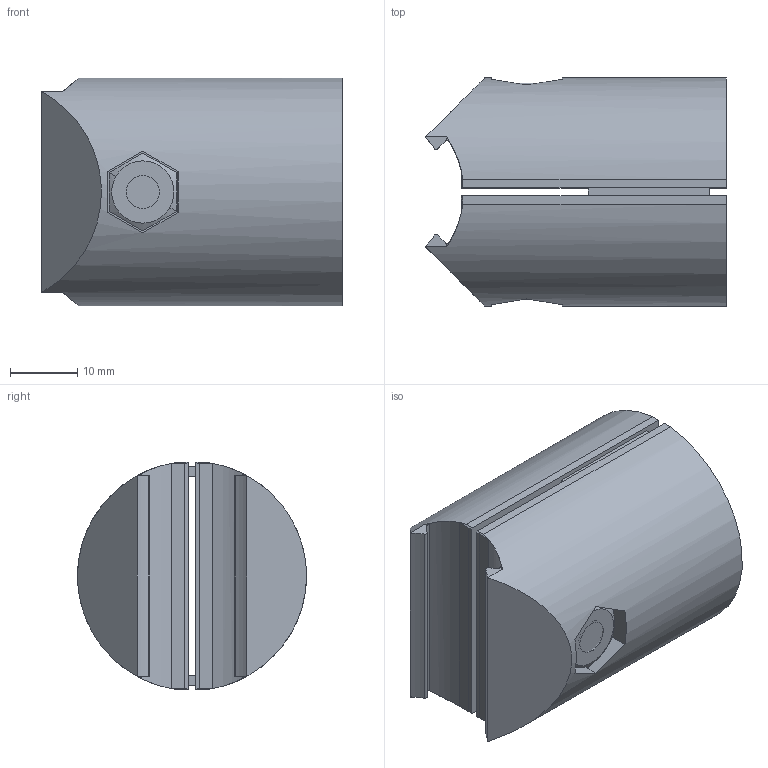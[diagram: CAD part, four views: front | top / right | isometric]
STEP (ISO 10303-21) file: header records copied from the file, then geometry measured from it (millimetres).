
FILE_DESCRIPTION (( 'STEP AP203' ), '1' );
FILE_NAME ('TFS.D28.2.01.02.STEP', '2015-12-15T04:25:40', ( '微软用户' ), ( '微软中国' ), 'SwSTEP 2.0', 'SolidWorks 2012', '' );
FILE_SCHEMA (( 'CONFIG_CONTROL_DESIGN' ));
Length unit declared in the file: millimetre
Products named in the file (1): TFS.D28.2.01.02
Bounding box: 44.65 x 33.98 x 33.8 mm (x, y, z)
Surface area: 9647.7 mm2 (no closed solid volume)
Topology: 0 solids, 5 shells, 84 faces, 284 edges, 203 vertices
Faces by surface type: plane 58, cylinder 18, cone 4, bspline 2, torus 2
Entity records: 3200 total; most frequent: CARTESIAN_POINT 742, DIRECTION 474, ORIENTED_EDGE 473, EDGE_CURVE 282, VERTEX_POINT 203, LINE 172, VECTOR 172, AXIS2_PLACEMENT_3D 151
